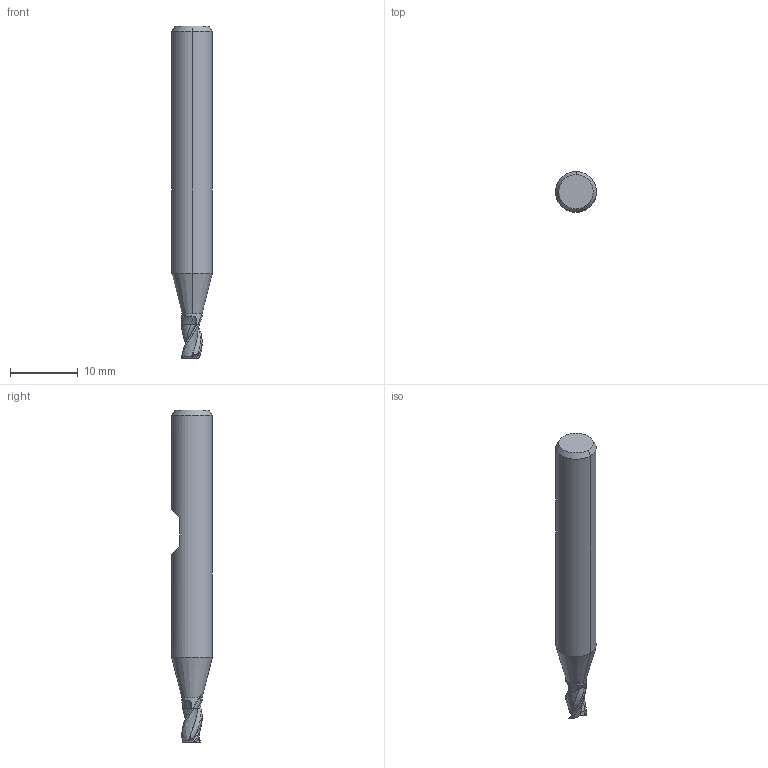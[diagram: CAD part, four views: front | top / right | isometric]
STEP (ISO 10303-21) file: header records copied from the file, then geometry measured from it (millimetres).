
FILE_DESCRIPTION(('no description'),'unknown implementation level');
FILE_NAME('solid_FV0AaEH4O9gOW_zU3x95GXVaKw_1.STP',' ',('CIM GmbH Aachen'),('CADClick - KiM GmbH - www.kimweb.de'),'unknown preprocess','ACIS','unknown authorization');
FILE_SCHEMA(('automotive_design'));
Length unit declared in the file: millimetre
Products named in the file (2): 1; 2
Bounding box: 6 x 6 x 49 mm (x, y, z)
Volume: 1134.1 mm3; surface area: 869.4 mm2
Topology: 2 solids, 2 shells, 79 faces, 221 edges, 146 vertices
Faces by surface type: plane 29, bspline 15, cylinder 14, revolution 12, cone 9
Entity records: 8164 total; most frequent: CARTESIAN_POINT 3809, STYLED_ITEM 448, PRESENTATION_STYLE_ASSIGNMENT 448, COLOUR_RGB 448, ORIENTED_EDGE 442, DIRECTION 296, EDGE_CURVE 221, CURVE_STYLE 221
